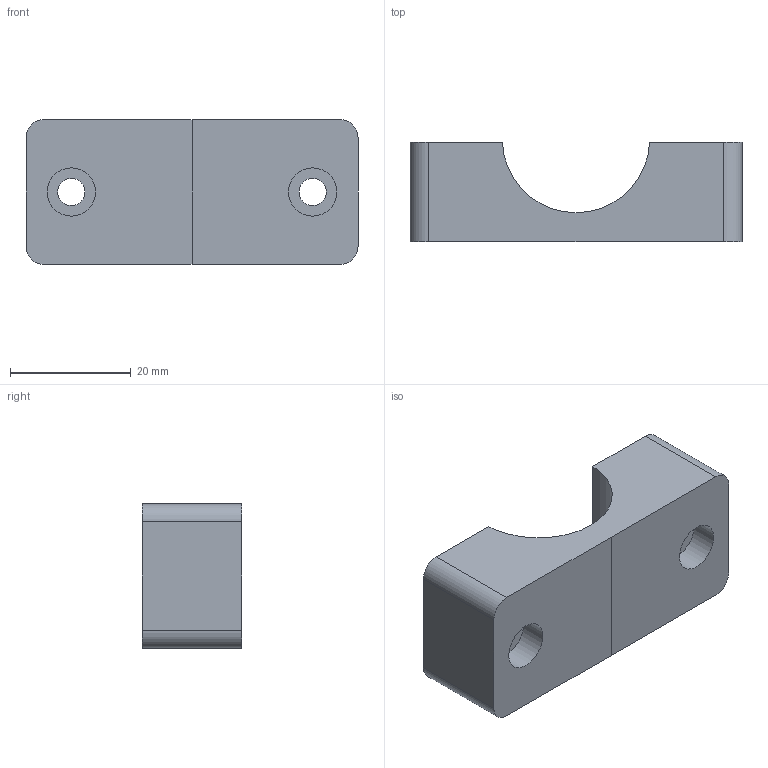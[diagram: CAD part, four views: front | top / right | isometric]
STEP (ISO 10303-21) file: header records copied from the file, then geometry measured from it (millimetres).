
FILE_DESCRIPTION(('FreeCAD Model'),'2;1');
FILE_NAME('Open CASCADE Shape Model','2024-12-19T16:37:42',(''),(''), 'Open CASCADE STEP processor 7.7','FreeCAD','Unknown');
FILE_SCHEMA(('AUTOMOTIVE_DESIGN { 1 0 10303 214 1 1 1 1 }'));
Length unit declared in the file: millimetre
Products named in the file (1): EdgeFillet
Bounding box: 55 x 16.5 x 24 mm (x, y, z)
Volume: 15496.4 mm3; surface area: 5517 mm2
Topology: 1 solids, 1 shells, 19 faces, 45 edges, 30 vertices
Faces by surface type: plane 10, cylinder 9
Full cylindrical faces by diameter (mm): 4.521 x2, 8 x2
Entity records: 587 total; most frequent: DIRECTION 103, CARTESIAN_POINT 95, ORIENTED_EDGE 90, EDGE_CURVE 45, AXIS2_PLACEMENT_3D 38, VERTEX_POINT 30, LINE 27, VECTOR 27
